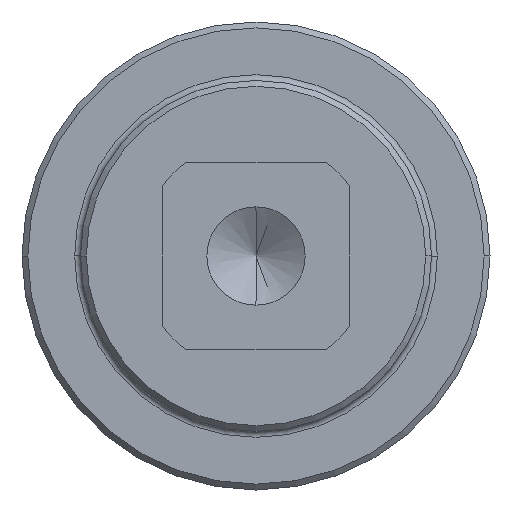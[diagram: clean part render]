
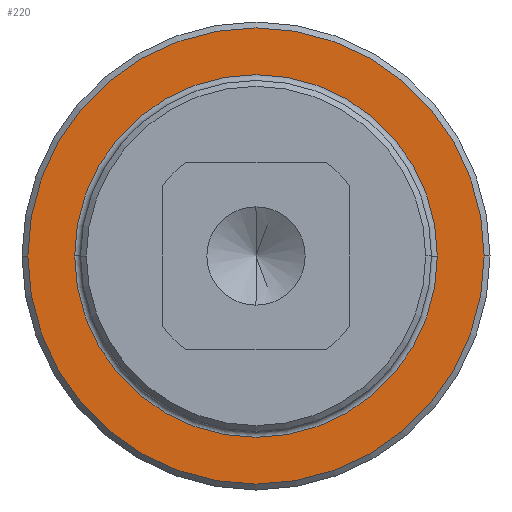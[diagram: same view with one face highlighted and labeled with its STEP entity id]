
A CAD part, left-side view. The second image highlights one B-rep face of the part: STEP entity #220.
In plain terms, the highlighted planar face has unit normal (-1, 0, 0).
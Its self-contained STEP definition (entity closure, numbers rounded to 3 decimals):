
#1 = CIRCLE ( 'NONE', #1237, 7.75 ) ;
#27 = AXIS2_PLACEMENT_3D ( 'NONE', #996, #1421, #414 ) ;
#29 = FACE_OUTER_BOUND ( 'NONE', #45, .T. ) ;
#45 = EDGE_LOOP ( 'NONE', ( #1702, #1509 ) ) ;
#54 = CARTESIAN_POINT ( 'NONE',  ( -12., -7.75, 0. ) ) ;
#105 = ORIENTED_EDGE ( 'NONE', *, *, #1507, .T. ) ;
#220 = ADVANCED_FACE ( 'NONE', ( #716, #29 ), #679, .T. ) ;
#233 = DIRECTION ( 'NONE',  ( 0., -1., 0. ) ) ;
#245 = DIRECTION ( 'NONE',  ( -1., 0., 0. ) ) ;
#247 = VERTEX_POINT ( 'NONE', #54 ) ;
#272 = EDGE_LOOP ( 'NONE', ( #105, #1108 ) ) ;
#309 = DIRECTION ( 'NONE',  ( 1., 0., 0. ) ) ;
#414 = DIRECTION ( 'NONE',  ( 0., -1., 0. ) ) ;
#417 = EDGE_CURVE ( 'NONE', #950, #1470, #808, .T. ) ;
#570 = EDGE_CURVE ( 'NONE', #1344, #247, #1, .T. ) ;
#675 = CARTESIAN_POINT ( 'NONE',  ( -12., 9.75, 0. ) ) ;
#679 = PLANE ( 'NONE',  #27 ) ;
#687 = DIRECTION ( 'NONE',  ( 1., 0., 0. ) ) ;
#710 = CARTESIAN_POINT ( 'NONE',  ( -12., -9.75, 0. ) ) ;
#716 = FACE_BOUND ( 'NONE', #272, .T. ) ;
#747 = CARTESIAN_POINT ( 'NONE',  ( -12., 0., 0. ) ) ;
#780 = AXIS2_PLACEMENT_3D ( 'NONE', #747, #309, #1434 ) ;
#808 = CIRCLE ( 'NONE', #894, 9.75 ) ;
#884 = DIRECTION ( 'NONE',  ( 0., -1., 0. ) ) ;
#894 = AXIS2_PLACEMENT_3D ( 'NONE', #1045, #1018, #884 ) ;
#921 = CIRCLE ( 'NONE', #1034, 9.75 ) ;
#924 = CIRCLE ( 'NONE', #780, 7.75 ) ;
#950 = VERTEX_POINT ( 'NONE', #675 ) ;
#960 = CARTESIAN_POINT ( 'NONE',  ( -12., 7.75, 0. ) ) ;
#996 = CARTESIAN_POINT ( 'NONE',  ( -12., 10., 0. ) ) ;
#1018 = DIRECTION ( 'NONE',  ( -1., 0., 0. ) ) ;
#1034 = AXIS2_PLACEMENT_3D ( 'NONE', #1047, #245, #1611 ) ;
#1045 = CARTESIAN_POINT ( 'NONE',  ( -12., 0., 0. ) ) ;
#1047 = CARTESIAN_POINT ( 'NONE',  ( -12., 0., 0. ) ) ;
#1108 = ORIENTED_EDGE ( 'NONE', *, *, #570, .T. ) ;
#1226 = CARTESIAN_POINT ( 'NONE',  ( -12., 0., 0. ) ) ;
#1237 = AXIS2_PLACEMENT_3D ( 'NONE', #1226, #687, #233 ) ;
#1344 = VERTEX_POINT ( 'NONE', #960 ) ;
#1421 = DIRECTION ( 'NONE',  ( -1., 0., 0. ) ) ;
#1434 = DIRECTION ( 'NONE',  ( 0., -1., 0. ) ) ;
#1470 = VERTEX_POINT ( 'NONE', #710 ) ;
#1507 = EDGE_CURVE ( 'NONE', #247, #1344, #924, .T. ) ;
#1509 = ORIENTED_EDGE ( 'NONE', *, *, #1635, .T. ) ;
#1611 = DIRECTION ( 'NONE',  ( 0., -1., 0. ) ) ;
#1635 = EDGE_CURVE ( 'NONE', #1470, #950, #921, .T. ) ;
#1702 = ORIENTED_EDGE ( 'NONE', *, *, #417, .T. ) ;
